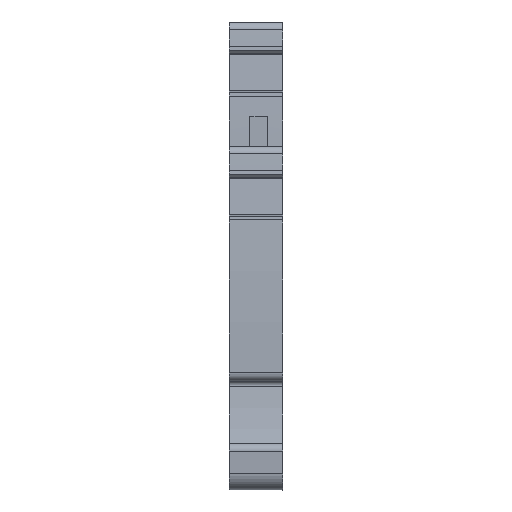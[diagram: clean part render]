
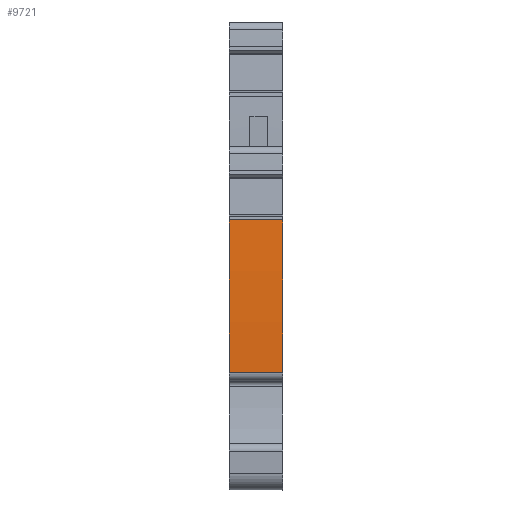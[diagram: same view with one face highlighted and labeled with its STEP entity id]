
A CAD part, front view. The second image highlights one B-rep face of the part: STEP entity #9721.
In plain terms, the highlighted cylindrical face has radius 191.632 mm (diameter 383.264 mm), a partial arc.
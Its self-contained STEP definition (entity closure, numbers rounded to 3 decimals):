
#2055=AXIS2_PLACEMENT_3D('Circle Axis2P3D',#2053,#2054,$) ;
#9111=AXIS2_PLACEMENT_3D('Cylinder Axis2P3D',#9108,#9109,#9110) ;
#9712=AXIS2_PLACEMENT_3D('Circle Axis2P3D',#9710,#9711,$) ;
#2050=CARTESIAN_POINT('Vertex',(0.,1.53,13.431)) ;
#2053=CARTESIAN_POINT('Axis2P3D Location',(0.,193.128,17.05)) ;
#2057=CARTESIAN_POINT('Vertex',(0.,2.,30.933)) ;
#9108=CARTESIAN_POINT('Axis2P3D Location',(3.05,193.128,17.05)) ;
#9683=CARTESIAN_POINT('Line Origine',(3.05,2.,30.933)) ;
#9687=CARTESIAN_POINT('Vertex',(6.1,2.,30.933)) ;
#9703=CARTESIAN_POINT('Line Origine',(3.05,1.53,13.431)) ;
#9707=CARTESIAN_POINT('Vertex',(6.1,1.53,13.431)) ;
#9710=CARTESIAN_POINT('Axis2P3D Location',(6.1,193.128,17.05)) ;
#2054=DIRECTION('Axis2P3D Direction',(1.,0.,0.)) ;
#9109=DIRECTION('Axis2P3D Direction',(1.,0.,0.)) ;
#9110=DIRECTION('Axis2P3D XDirection',(0.,-0.994,0.112)) ;
#9684=DIRECTION('Vector Direction',(1.,0.,0.)) ;
#9704=DIRECTION('Vector Direction',(1.,0.,0.)) ;
#9711=DIRECTION('Axis2P3D Direction',(1.,0.,0.)) ;
#9685=VECTOR('Line Direction',#9684,1.) ;
#9705=VECTOR('Line Direction',#9704,1.) ;
#9716=ORIENTED_EDGE('',*,*,#2059,.T.) ;
#9717=ORIENTED_EDGE('',*,*,#9709,.T.) ;
#9718=ORIENTED_EDGE('',*,*,#9714,.F.) ;
#9719=ORIENTED_EDGE('',*,*,#9689,.F.) ;
#9721=ADVANCED_FACE('Brep With Voids',(#9720),#9112,.T.) ;
#2056=CIRCLE('generated circle',#2055,191.632) ;
#9713=CIRCLE('generated circle',#9712,191.632) ;
#9112=CYLINDRICAL_SURFACE('generated cylinder',#9111,191.632) ;
#2059=EDGE_CURVE('',#2058,#2051,#2056,.T.) ;
#9689=EDGE_CURVE('',#2058,#9688,#9686,.T.) ;
#9709=EDGE_CURVE('',#2051,#9708,#9706,.T.) ;
#9714=EDGE_CURVE('',#9688,#9708,#9713,.T.) ;
#9715=EDGE_LOOP('',(#9716,#9717,#9718,#9719)) ;
#9720=FACE_OUTER_BOUND('',#9715,.T.) ;
#9686=LINE('Line',#9683,#9685) ;
#9706=LINE('Line',#9703,#9705) ;
#2051=VERTEX_POINT('',#2050) ;
#2058=VERTEX_POINT('',#2057) ;
#9688=VERTEX_POINT('',#9687) ;
#9708=VERTEX_POINT('',#9707) ;
